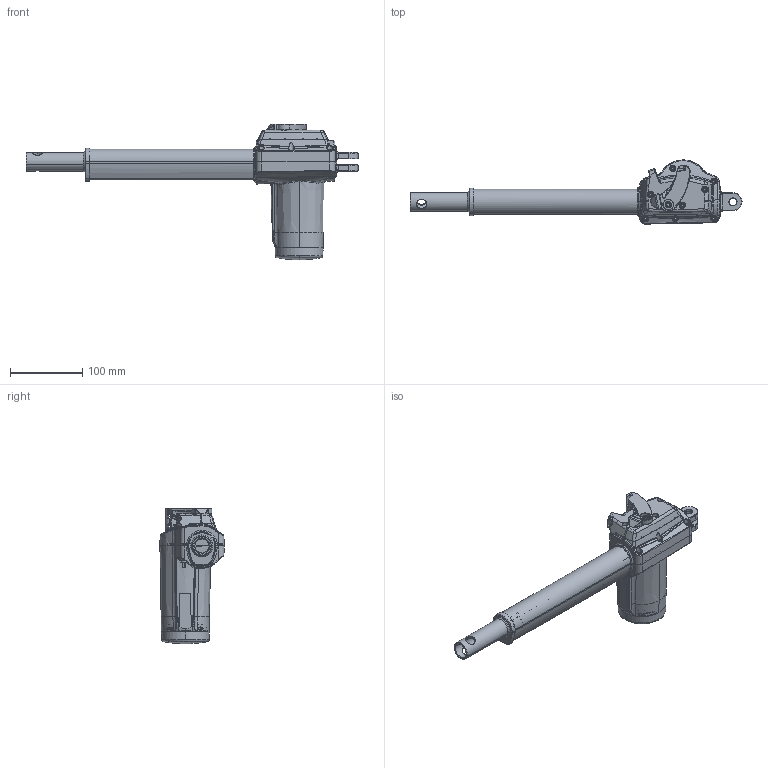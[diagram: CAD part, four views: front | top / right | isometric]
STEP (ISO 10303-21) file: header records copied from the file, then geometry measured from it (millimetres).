
FILE_DESCRIPTION (( 'STEP AP203' ), '1' );
FILE_NAME ('3D_TA31QR.STEP', '2018-08-16T08:54:43', ( '' ), ( '' ), 'SwSTEP 2.0', 'SolidWorks 2015', '' );
FILE_SCHEMA (( 'CONFIG_CONTROL_DESIGN' ));
Length unit declared in the file: millimetre
Products named in the file (12): 三維零件圖-31605-792-外殼下殼-0; 三維零件圖-40510-084-SR-C; 三維零件圖-31801-069-下端接頭-A; 3D_TA31QR; 32109-0102-內管-0; 三維零件圖-32209-4501-外管-0; 三維零件圖-33112-011-防擺環-0; 三維零件圖-32901-117-連接杆-0; 三維零件圖-31605-794-外殼護蓋-0; 三維零件圖-32905-511-搖臂-0; 三維零件圖-31605-793-外殼上殼-1; 三維零件圖-31605-543-外殼底蓋-A
Assembly tree (12 placements, depth 2):
  3D_TA31QR
    三維零件圖-31605-793-外殼上殼-1
    三維零件圖-31605-792-外殼下殼-0
    三維零件圖-31801-069-下端接頭-A  x2
    32109-0102-內管-0
    三維零件圖-32209-4501-外管-0
    三維零件圖-33112-011-防擺環-0
    三維零件圖-32901-117-連接杆-0
    三維零件圖-31605-794-外殼護蓋-0
    三維零件圖-32905-511-搖臂-0
    三維零件圖-31605-543-外殼底蓋-A
    三維零件圖-40510-084-SR-C
Bounding box: 459.51 x 88.89 x 187.35 mm (x, y, z)
Volume: 271402.5 mm3; surface area: 340429.4 mm2
Topology: 11 solids, 51 shells, 4687 faces, 12308 edges, 7831 vertices
Faces by surface type: plane 1660, bspline 1044, cylinder 936, cone 671, torus 356, sphere 20
Entity records: 218161 total; most frequent: CARTESIAN_POINT 119128, ORIENTED_EDGE 23172, DIRECTION 16267, EDGE_CURVE 11588, VERTEX_POINT 7392, AXIS2_PLACEMENT_3D 5985, EDGE_LOOP 4639, B_SPLINE_CURVE_WITH_KNOTS 4624
